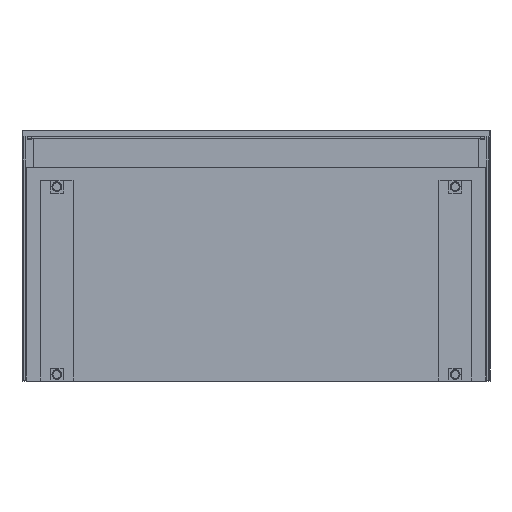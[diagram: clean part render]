
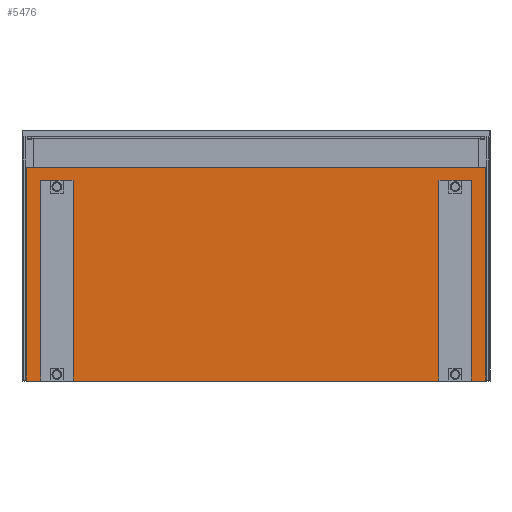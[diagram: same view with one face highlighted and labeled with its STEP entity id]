
A CAD part, front view. The second image highlights one B-rep face of the part: STEP entity #5476.
In plain terms, the highlighted planar face has unit normal (0, -1, 0).
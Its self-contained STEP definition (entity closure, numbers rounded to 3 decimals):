
#488=FACE_OUTER_BOUND('',#826,.T.);
#826=EDGE_LOOP('',(#4559,#4560,#4561,#4562));
#1418=LINE('',#8608,#2076);
#1422=LINE('',#8615,#2080);
#1425=LINE('',#8621,#2083);
#1427=LINE('',#8624,#2085);
#2076=VECTOR('',#7051,1000.);
#2080=VECTOR('',#7057,1000.);
#2083=VECTOR('',#7062,1000.);
#2085=VECTOR('',#7066,1000.);
#2601=VERTEX_POINT('',#8605);
#2602=VERTEX_POINT('',#8607);
#2604=VERTEX_POINT('',#8613);
#2606=VERTEX_POINT('',#8619);
#3274=EDGE_CURVE('',#2602,#2601,#1418,.T.);
#3278=EDGE_CURVE('',#2601,#2604,#1422,.T.);
#3281=EDGE_CURVE('',#2604,#2606,#1425,.T.);
#3283=EDGE_CURVE('',#2606,#2602,#1427,.T.);
#4559=ORIENTED_EDGE('',*,*,#3274,.T.);
#4560=ORIENTED_EDGE('',*,*,#3278,.T.);
#4561=ORIENTED_EDGE('',*,*,#3281,.T.);
#4562=ORIENTED_EDGE('',*,*,#3283,.T.);
#5169=PLANE('',#5891);
#5476=ADVANCED_FACE('',(#488),#5169,.T.);
#5891=AXIS2_PLACEMENT_3D('',#8625,#7067,#7068);
#7051=DIRECTION('',(0.,0.,1.));
#7057=DIRECTION('',(-1.,0.,0.));
#7062=DIRECTION('',(0.,0.,-1.));
#7066=DIRECTION('',(1.,0.,0.));
#7067=DIRECTION('center_axis',(0.,-1.,0.));
#7068=DIRECTION('ref_axis',(0.,0.,-1.));
#8605=CARTESIAN_POINT('',(710.,-395.,273.5));
#8607=CARTESIAN_POINT('',(710.,-395.,-386.5));
#8608=CARTESIAN_POINT('',(710.,-395.,-386.5));
#8613=CARTESIAN_POINT('',(-710.,-395.,273.5));
#8615=CARTESIAN_POINT('',(710.,-395.,273.5));
#8619=CARTESIAN_POINT('',(-710.,-395.,-386.5));
#8621=CARTESIAN_POINT('',(-710.,-395.,-386.5));
#8624=CARTESIAN_POINT('',(710.,-395.,-386.5));
#8625=CARTESIAN_POINT('Origin',(0.,-395.,0.));
